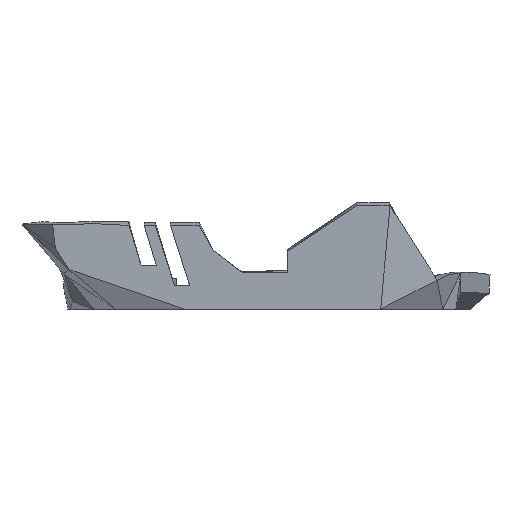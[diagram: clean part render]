
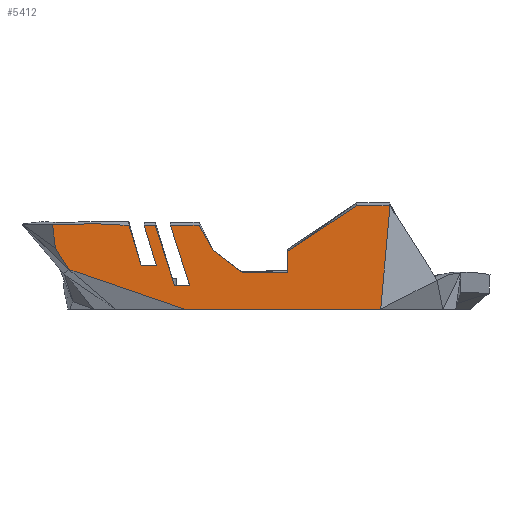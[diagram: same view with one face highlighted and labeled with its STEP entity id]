
A CAD part, left-side view. The second image highlights one B-rep face of the part: STEP entity #5412.
In plain terms, the highlighted face is planar.
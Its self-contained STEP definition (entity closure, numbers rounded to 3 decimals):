
#45=(
BOUNDED_CURVE()
B_SPLINE_CURVE(2,(#8709,#8710,#8711),.UNSPECIFIED.,.F.,.F.)
B_SPLINE_CURVE_WITH_KNOTS((3,3),(32.279,36.553),
 .UNSPECIFIED.)
CURVE()
GEOMETRIC_REPRESENTATION_ITEM()
RATIONAL_B_SPLINE_CURVE((5.633,5.323,4.85))
REPRESENTATION_ITEM('')
);
#324=PLANE('',#5851);
#621=FACE_OUTER_BOUND('',#960,.T.);
#960=EDGE_LOOP('',(#4465,#4466,#4467,#4468,#4469,#4470,#4471,#4472,#4473,
#4474,#4475,#4476,#4477,#4478,#4479,#4480,#4481,#4482,#4483,#4484));
#1424=LINE('',#8432,#1995);
#1433=LINE('',#8453,#2004);
#1440=LINE('',#8467,#2011);
#1444=LINE('',#8476,#2015);
#1451=LINE('',#8491,#2022);
#1460=LINE('',#8509,#2031);
#1468=LINE('',#8528,#2039);
#1477=LINE('',#8550,#2048);
#1484=LINE('',#8564,#2055);
#1493=LINE('',#8583,#2064);
#1495=LINE('',#8586,#2066);
#1499=LINE('',#8595,#2070);
#1532=LINE('',#8700,#2103);
#1533=LINE('',#8702,#2104);
#1534=LINE('',#8704,#2105);
#1535=LINE('',#8705,#2106);
#1536=LINE('',#8706,#2107);
#1537=LINE('',#8707,#2108);
#1538=LINE('',#8712,#2109);
#1995=VECTOR('',#6763,10.);
#2004=VECTOR('',#6780,10.);
#2011=VECTOR('',#6793,10.);
#2015=VECTOR('',#6799,10.);
#2022=VECTOR('',#6810,10.);
#2031=VECTOR('',#6829,10.);
#2039=VECTOR('',#6847,10.);
#2048=VECTOR('',#6866,10.);
#2055=VECTOR('',#6879,10.);
#2064=VECTOR('',#6898,10.);
#2066=VECTOR('',#6902,10.);
#2070=VECTOR('',#6908,10.);
#2103=VECTOR('',#7009,10.);
#2104=VECTOR('',#7010,10.);
#2105=VECTOR('',#7011,10.);
#2106=VECTOR('',#7012,10.);
#2107=VECTOR('',#7013,10.);
#2108=VECTOR('',#7014,10.);
#2109=VECTOR('',#7015,10.);
#2645=VERTEX_POINT('',#8429);
#2646=VERTEX_POINT('',#8431);
#2651=VERTEX_POINT('',#8444);
#2654=VERTEX_POINT('',#8451);
#2657=VERTEX_POINT('',#8463);
#2659=VERTEX_POINT('',#8469);
#2662=VERTEX_POINT('',#8474);
#2668=VERTEX_POINT('',#8489);
#2672=VERTEX_POINT('',#8507);
#2675=VERTEX_POINT('',#8519);
#2678=VERTEX_POINT('',#8526);
#2685=VERTEX_POINT('',#8544);
#2686=VERTEX_POINT('',#8548);
#2696=VERTEX_POINT('',#8588);
#2699=VERTEX_POINT('',#8593);
#2727=VERTEX_POINT('',#8698);
#2728=VERTEX_POINT('',#8699);
#2729=VERTEX_POINT('',#8701);
#2730=VERTEX_POINT('',#8703);
#2731=VERTEX_POINT('',#8708);
#3227=EDGE_CURVE('',#2645,#2646,#1424,.T.);
#3237=EDGE_CURVE('',#2654,#2651,#1433,.T.);
#3244=EDGE_CURVE('',#2651,#2657,#1440,.T.);
#3248=EDGE_CURVE('',#2662,#2659,#1444,.T.);
#3255=EDGE_CURVE('',#2668,#2662,#1451,.T.);
#3264=EDGE_CURVE('',#2659,#2672,#1460,.T.);
#3273=EDGE_CURVE('',#2678,#2675,#1468,.T.);
#3283=EDGE_CURVE('',#2685,#2686,#1477,.T.);
#3290=EDGE_CURVE('',#2675,#2685,#1484,.T.);
#3300=EDGE_CURVE('',#2686,#2668,#1493,.T.);
#3302=EDGE_CURVE('',#2672,#2654,#1495,.T.);
#3306=EDGE_CURVE('',#2699,#2696,#1499,.T.);
#3354=EDGE_CURVE('',#2727,#2728,#1532,.T.);
#3355=EDGE_CURVE('',#2728,#2729,#1533,.T.);
#3356=EDGE_CURVE('',#2729,#2730,#1534,.T.);
#3357=EDGE_CURVE('',#2730,#2696,#1535,.T.);
#3358=EDGE_CURVE('',#2699,#2646,#1536,.T.);
#3359=EDGE_CURVE('',#2645,#2657,#1537,.T.);
#3360=EDGE_CURVE('',#2678,#2731,#45,.T.);
#3361=EDGE_CURVE('',#2731,#2727,#1538,.T.);
#4465=ORIENTED_EDGE('',*,*,#3354,.T.);
#4466=ORIENTED_EDGE('',*,*,#3355,.T.);
#4467=ORIENTED_EDGE('',*,*,#3356,.T.);
#4468=ORIENTED_EDGE('',*,*,#3357,.T.);
#4469=ORIENTED_EDGE('',*,*,#3306,.F.);
#4470=ORIENTED_EDGE('',*,*,#3358,.T.);
#4471=ORIENTED_EDGE('',*,*,#3227,.F.);
#4472=ORIENTED_EDGE('',*,*,#3359,.T.);
#4473=ORIENTED_EDGE('',*,*,#3244,.F.);
#4474=ORIENTED_EDGE('',*,*,#3237,.F.);
#4475=ORIENTED_EDGE('',*,*,#3302,.F.);
#4476=ORIENTED_EDGE('',*,*,#3264,.F.);
#4477=ORIENTED_EDGE('',*,*,#3248,.F.);
#4478=ORIENTED_EDGE('',*,*,#3255,.F.);
#4479=ORIENTED_EDGE('',*,*,#3300,.F.);
#4480=ORIENTED_EDGE('',*,*,#3283,.F.);
#4481=ORIENTED_EDGE('',*,*,#3290,.F.);
#4482=ORIENTED_EDGE('',*,*,#3273,.F.);
#4483=ORIENTED_EDGE('',*,*,#3360,.T.);
#4484=ORIENTED_EDGE('',*,*,#3361,.T.);
#5412=ADVANCED_FACE('',(#621),#324,.F.);
#5851=AXIS2_PLACEMENT_3D('',#8697,#7007,#7008);
#6763=DIRECTION('',(0.,0.,1.));
#6780=DIRECTION('',(0.,-0.489,-0.872));
#6793=DIRECTION('',(0.,-0.796,-0.606));
#6799=DIRECTION('',(0.,-1.,0.));
#6810=DIRECTION('',(0.,-0.301,-0.954));
#6829=DIRECTION('',(0.,0.301,0.954));
#6847=DIRECTION('',(0.,-0.289,-0.957));
#6866=DIRECTION('',(0.,0.289,0.957));
#6879=DIRECTION('',(0.,-1.,0.));
#6898=DIRECTION('',(0.,-1.,0.));
#6902=DIRECTION('',(0.,-1.,0.));
#6908=DIRECTION('',(0.,-1.,0.));
#7007=DIRECTION('center_axis',(1.,0.,0.));
#7008=DIRECTION('ref_axis',(0.,1.,0.));
#7009=DIRECTION('',(0.,-0.539,-0.842));
#7010=DIRECTION('',(0.,-0.946,-0.325));
#7011=DIRECTION('',(0.,-1.,0.));
#7012=DIRECTION('',(0.,-0.09,0.996));
#7013=DIRECTION('',(0.,0.833,-0.553));
#7014=DIRECTION('',(0.,1.,0.));
#7015=DIRECTION('',(0.,-0.125,-0.992));
#8429=CARTESIAN_POINT('',(-22.273,-1.677,4.717));
#8431=CARTESIAN_POINT('',(-22.273,-1.677,7.36));
#8432=CARTESIAN_POINT('',(-22.273,-1.677,6.441));
#8444=CARTESIAN_POINT('',(-22.273,7.845,7.514));
#8451=CARTESIAN_POINT('',(-22.273,9.646,10.726));
#8453=CARTESIAN_POINT('',(-22.273,7.92,7.648));
#8463=CARTESIAN_POINT('',(-22.273,4.169,4.717));
#8467=CARTESIAN_POINT('',(-22.273,5.706,5.886));
#8469=CARTESIAN_POINT('',(-22.273,10.858,2.959));
#8474=CARTESIAN_POINT('',(-22.273,12.792,2.959));
#8476=CARTESIAN_POINT('',(-22.273,8.19,2.959));
#8489=CARTESIAN_POINT('',(-22.273,15.24,10.726));
#8491=CARTESIAN_POINT('',(-22.273,13.801,6.159));
#8507=CARTESIAN_POINT('',(-22.273,13.306,10.726));
#8509=CARTESIAN_POINT('',(-22.273,11.954,6.436));
#8519=CARTESIAN_POINT('',(-22.273,17.042,5.544));
#8526=CARTESIAN_POINT('',(-22.273,18.595,10.691));
#8528=CARTESIAN_POINT('',(-22.273,17.23,6.165));
#8544=CARTESIAN_POINT('',(-22.273,15.108,5.544));
#8548=CARTESIAN_POINT('',(-22.273,16.671,10.726));
#8550=CARTESIAN_POINT('',(-22.273,15.376,6.433));
#8564=CARTESIAN_POINT('',(-22.273,10.315,5.544));
#8583=CARTESIAN_POINT('',(-22.273,10.255,10.726));
#8586=CARTESIAN_POINT('',(-22.273,8.015,10.726));
#8588=CARTESIAN_POINT('',(-22.273,-14.742,13.208));
#8593=CARTESIAN_POINT('',(-22.273,-10.492,13.208));
#8595=CARTESIAN_POINT('',(-22.273,-4.02,13.208));
#8697=CARTESIAN_POINT('Origin',(-22.273,4.554,6.774));
#8698=CARTESIAN_POINT('',(-22.273,27.995,7.766));
#8699=CARTESIAN_POINT('',(-22.273,26.269,5.072));
#8700=CARTESIAN_POINT('',(-22.273,24.512,2.33));
#8701=CARTESIAN_POINT('',(-22.273,11.493,0.));
#8702=CARTESIAN_POINT('',(-22.273,13.215,0.591));
#8703=CARTESIAN_POINT('',(-22.273,-13.543,0.));
#8704=CARTESIAN_POINT('',(-22.273,2.194,0.));
#8705=CARTESIAN_POINT('',(-22.273,-13.543,0.));
#8706=CARTESIAN_POINT('',(-22.273,-2.345,7.804));
#8707=CARTESIAN_POINT('',(-22.273,2.9,4.717));
#8708=CARTESIAN_POINT('',(-22.273,28.374,10.787));
#8709=CARTESIAN_POINT('Ctrl Pts',(-22.273,18.595,10.691));
#8710=CARTESIAN_POINT('Ctrl Pts',(-22.273,22.588,11.083));
#8711=CARTESIAN_POINT('Ctrl Pts',(-22.273,28.374,10.787));
#8712=CARTESIAN_POINT('',(-22.273,27.888,6.917));
